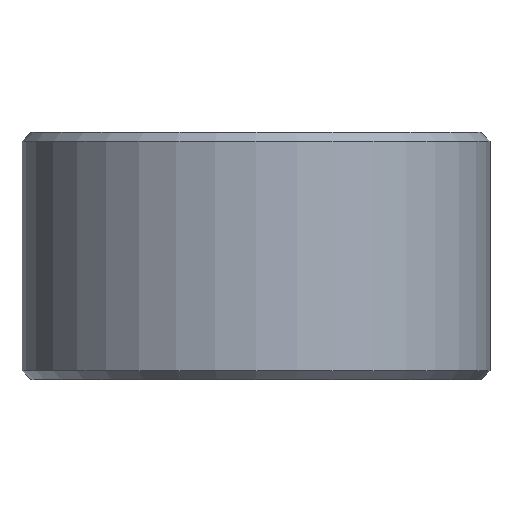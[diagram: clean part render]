
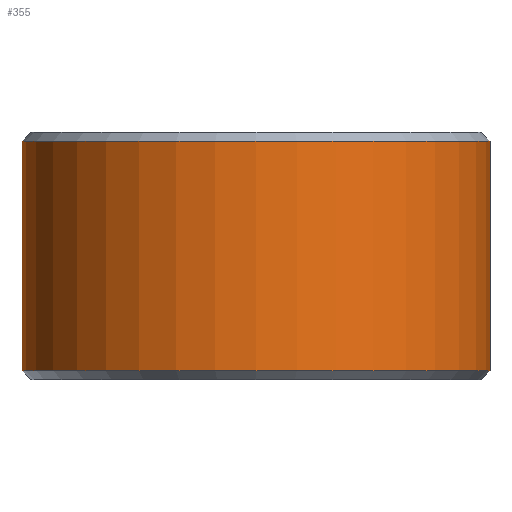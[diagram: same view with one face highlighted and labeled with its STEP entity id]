
A CAD part, front view. The second image highlights one B-rep face of the part: STEP entity #355.
In plain terms, the highlighted cylindrical face has radius 26.5 mm (diameter 53 mm), a partial arc.
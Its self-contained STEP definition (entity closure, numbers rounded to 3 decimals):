
#112 = CARTESIAN_POINT ( 'NONE',  ( 26.5, 0., 1. ) ) ;
#126 = CIRCLE ( 'NONE', #1214, 26.5 ) ;
#223 = VERTEX_POINT ( 'NONE', #586 ) ;
#238 = DIRECTION ( 'NONE',  ( -1., 0., 0. ) ) ;
#275 = CARTESIAN_POINT ( 'NONE',  ( 26.5, 0., 27. ) ) ;
#327 = CARTESIAN_POINT ( 'NONE',  ( 0., 0., 1. ) ) ;
#345 = CYLINDRICAL_SURFACE ( 'NONE', #413, 26.5 ) ;
#355 = ADVANCED_FACE ( 'NONE', ( #1178 ), #345, .T. ) ;
#408 = CARTESIAN_POINT ( 'NONE',  ( 0., 0., 27. ) ) ;
#409 = CARTESIAN_POINT ( 'NONE',  ( -26.5, 0., 28. ) ) ;
#413 = AXIS2_PLACEMENT_3D ( 'NONE', #1158, #626, #238 ) ;
#433 = ORIENTED_EDGE ( 'NONE', *, *, #1039, .F. ) ;
#456 = DIRECTION ( 'NONE',  ( 0., 0., 1. ) ) ;
#468 = VECTOR ( 'NONE', #1480, 1000. ) ;
#472 = VECTOR ( 'NONE', #1031, 1000. ) ;
#498 = AXIS2_PLACEMENT_3D ( 'NONE', #327, #456, #1499 ) ;
#527 = CARTESIAN_POINT ( 'NONE',  ( -26.5, 0., 27. ) ) ;
#540 = CARTESIAN_POINT ( 'NONE',  ( 26.5, 0., 28. ) ) ;
#551 = DIRECTION ( 'NONE',  ( 1., 0., 0. ) ) ;
#586 = CARTESIAN_POINT ( 'NONE',  ( -26.5, 0., 1. ) ) ;
#626 = DIRECTION ( 'NONE',  ( 0., 0., -1. ) ) ;
#663 = VERTEX_POINT ( 'NONE', #275 ) ;
#825 = EDGE_CURVE ( 'NONE', #1271, #223, #1559, .T. ) ;
#1031 = DIRECTION ( 'NONE',  ( 0., 0., -1. ) ) ;
#1039 = EDGE_CURVE ( 'NONE', #663, #1221, #1440, .T. ) ;
#1119 = CIRCLE ( 'NONE', #498, 26.5 ) ;
#1157 = ORIENTED_EDGE ( 'NONE', *, *, #825, .T. ) ;
#1158 = CARTESIAN_POINT ( 'NONE',  ( 0., 0., 28. ) ) ;
#1178 = FACE_OUTER_BOUND ( 'NONE', #1197, .T. ) ;
#1197 = EDGE_LOOP ( 'NONE', ( #433, #1354, #1157, #1489 ) ) ;
#1214 = AXIS2_PLACEMENT_3D ( 'NONE', #408, #1320, #551 ) ;
#1221 = VERTEX_POINT ( 'NONE', #112 ) ;
#1271 = VERTEX_POINT ( 'NONE', #527 ) ;
#1278 = EDGE_CURVE ( 'NONE', #663, #1271, #126, .T. ) ;
#1320 = DIRECTION ( 'NONE',  ( 0., 0., -1. ) ) ;
#1354 = ORIENTED_EDGE ( 'NONE', *, *, #1278, .T. ) ;
#1440 = LINE ( 'NONE', #540, #472 ) ;
#1480 = DIRECTION ( 'NONE',  ( 0., 0., -1. ) ) ;
#1489 = ORIENTED_EDGE ( 'NONE', *, *, #1501, .T. ) ;
#1499 = DIRECTION ( 'NONE',  ( 1., 0., 0. ) ) ;
#1501 = EDGE_CURVE ( 'NONE', #223, #1221, #1119, .T. ) ;
#1559 = LINE ( 'NONE', #409, #468 ) ;
